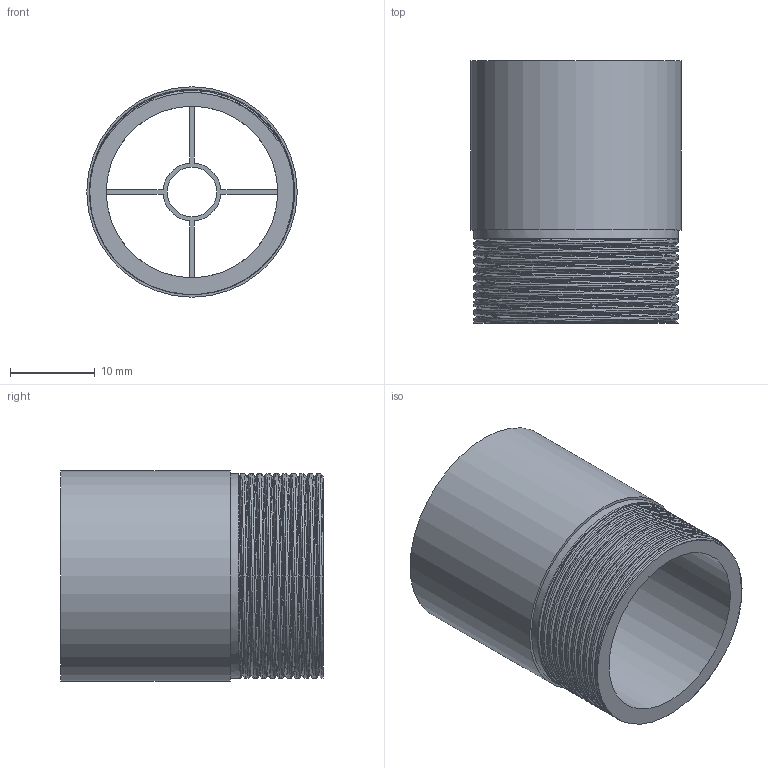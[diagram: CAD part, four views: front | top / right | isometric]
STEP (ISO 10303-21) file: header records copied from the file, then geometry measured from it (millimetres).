
FILE_DESCRIPTION(/* description */ (''),/* implementation_level */ '2;1');
FILE_NAME(/* name */ 'chesh_24.5_crosshair.step',/* time_stamp */ '2026-02-19T10:06:02+01:00',/* author */ (''),/* organization */ (''),/* preprocessor_version */ 'ST-DEVELOPER v20.1',/* originating_system */ 'Autodesk Translation Framework v14.24.0.0',/* authorisation */ '');
FILE_SCHEMA (('AUTOMOTIVE_DESIGN { 1 0 10303 214 3 1 1 }'));
Length unit declared in the file: millimetre
Products named in the file (1): chesh_24.5_crosshair
Bounding box: 24.88 x 31 x 24.88 mm (x, y, z)
Volume: 4892.5 mm3; surface area: 5733.2 mm2
Topology: 1 solids, 1 shells, 46 faces, 138 edges, 92 vertices
Faces by surface type: cylinder 29, plane 13, bspline 4
Full cylindrical faces by diameter (mm): 5.857 x1, 20.286 x1, 23.538 x9, 24.24 x10, 24.884 x1
Entity records: 4954 total; most frequent: CARTESIAN_POINT 3748, ORIENTED_EDGE 276, DIRECTION 198, EDGE_CURVE 138, VERTEX_POINT 92, AXIS2_PLACEMENT_3D 71, LINE 56, VECTOR 56
